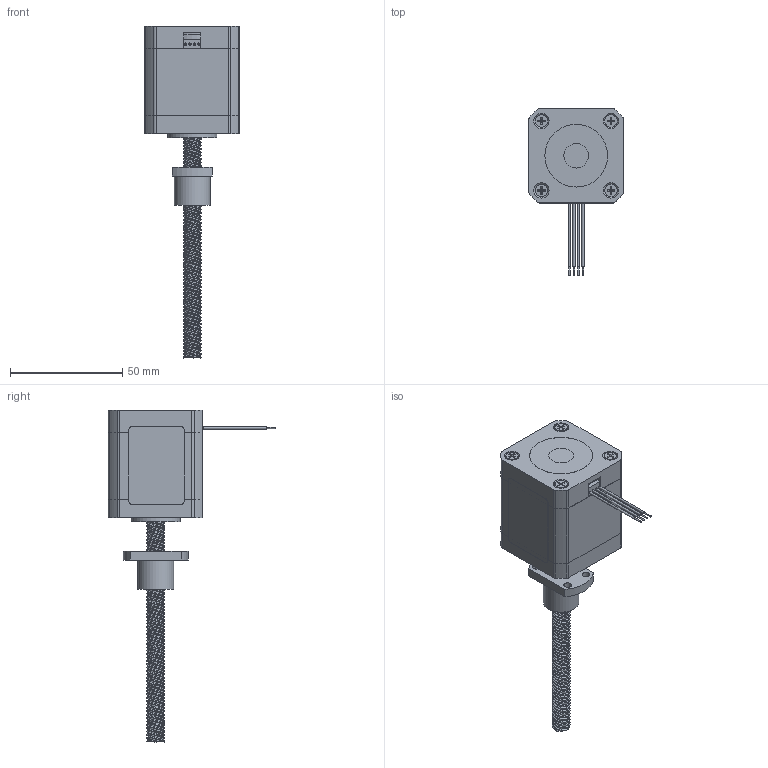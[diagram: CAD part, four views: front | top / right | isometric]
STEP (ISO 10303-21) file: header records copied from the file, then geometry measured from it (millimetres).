
FILE_DESCRIPTION(/* description */ (''),/* implementation_level */ '2;1');
FILE_NAME(/* name */ '17E2225BS14-100.stp',/* time_stamp */ '2020-08-18T13:55:27+08:00',/* author */ ('hc7413'),/* organization */ (''),/* preprocessor_version */ 'ST-DEVELOPER v16.1',/* originating_system */ 'Autodesk Inventor 2016',/* authorisation */ '');
FILE_SCHEMA (('AUTOMOTIVE_DESIGN { 1 0 10303 214 3 1 1 }'));
Products named in the file (12): 01-008; 01-009; 02-023; 04-015; 07-010; 06-008; 螺钉 GB_T 819.1 M3 x 30; 42双厚铭牌; Φ8滚珠丝杆（42）; 42铭牌; SR0801螺母; 装配体5
Assembly tree (15 placements, depth 2):
  装配体5
    01-008
    01-009
    02-023
    04-015
    07-010  x2
    06-008
    螺钉 GB_T 819.1 M3 x 30  x4
    42双厚铭牌
    Φ8滚珠丝杆（42）
    42铭牌
    SR0801螺母
Bounding box: 42.4 x 74.6 x 148.15 mm (x, y, z)
Volume: 56909 mm3; surface area: 47246.4 mm2
Topology: 19 solids, 19 shells, 488 faces, 1201 edges, 779 vertices
Faces by surface type: plane 256, cylinder 145, cone 61, torus 16, bspline 10
Full cylindrical faces by diameter (mm): 0.6 x4, 1 x4, 2 x2, 2.675 x4, 3 x12, 3.3 x4, 3.4 x4, 3.8 x6, 4.2 x1, 5.5 x4, 6 x1, 8 x2, 10 x4, 10.5 x1, 11 x1, 11.5 x1, 12 x1, 16 x2, 18 x1, 19 x5, 22 x1, 25.91 x2, 26.3 x2, 27 x2, 28 x1
Entity records: 53187 total; most frequent: CARTESIAN_POINT 43833, DIRECTION 1919, ORIENTED_EDGE 1744, EDGE_CURVE 872, AXIS2_PLACEMENT_3D 698, VERTEX_POINT 612, EDGE_LOOP 534, LINE 523
